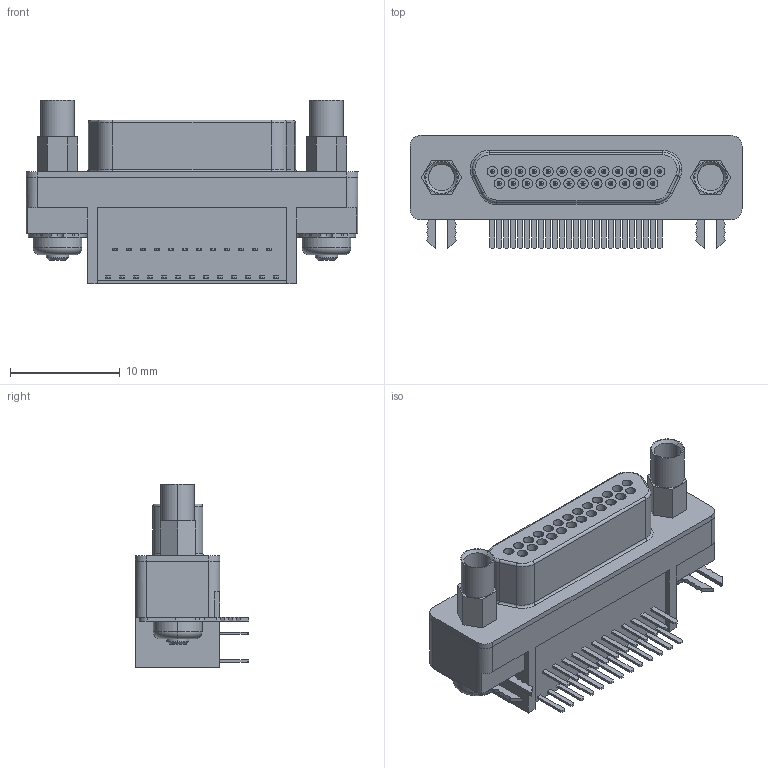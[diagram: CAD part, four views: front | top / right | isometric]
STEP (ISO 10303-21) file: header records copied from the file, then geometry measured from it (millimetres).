
FILE_DESCRIPTION (( 'STEP AP214' ), '1' );
FILE_NAME ('381-025-112L565.STEP', '2011-11-18T16:22:10', ( 'Covidien' ), ( 'Covidien' ), 'SwSTEP 2.0', 'SolidWorks 2010', '' );
FILE_SCHEMA (( 'AUTOMOTIVE_DESIGN' ));
Length unit declared in the file: inch
Products named in the file (1): 381-025-112L565
Bounding box: 30.25 x 10.31 x 16.71 mm (x, y, z)
Volume: 2261.3 mm3; surface area: 2311.7 mm2
Topology: 2 solids, 2 shells, 558 faces, 1312 edges, 843 vertices
Faces by surface type: plane 333, cylinder 153, torus 64, cone 8
Entity records: 19691 total; most frequent: DIRECTION 2851, CARTESIAN_POINT 2746, ORIENTED_EDGE 2624, EDGE_CURVE 1312, AXIS2_PLACEMENT_3D 988, VECTOR 875, LINE 875, VERTEX_POINT 843
